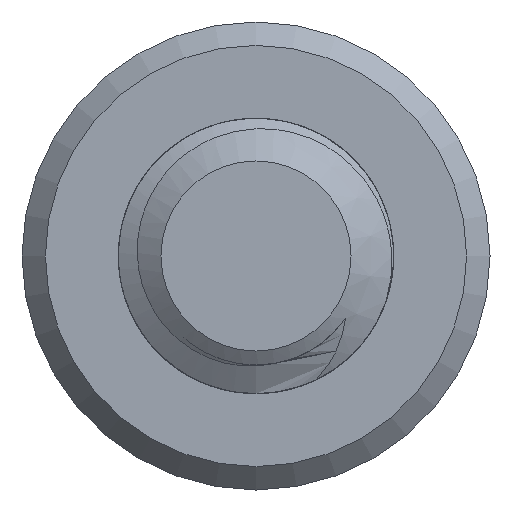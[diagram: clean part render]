
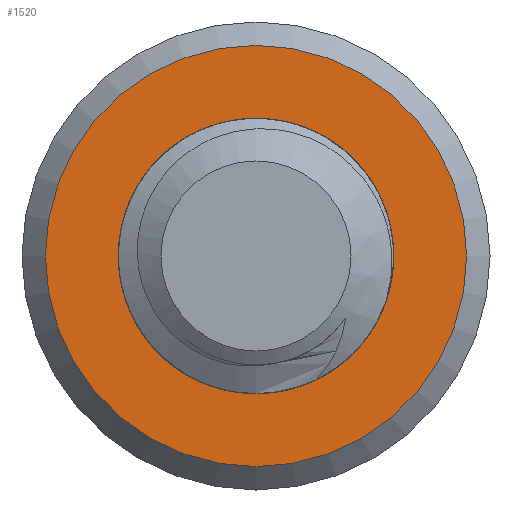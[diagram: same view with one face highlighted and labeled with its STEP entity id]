
A CAD part, left-side view. The second image highlights one B-rep face of the part: STEP entity #1520.
In plain terms, the highlighted face is planar.
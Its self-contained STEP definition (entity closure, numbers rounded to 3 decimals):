
#20=FACE_BOUND('',#211,.T.);
#23=PLANE('',#1635);
#123=FACE_OUTER_BOUND('',#210,.T.);
#210=EDGE_LOOP('',(#1337));
#211=EDGE_LOOP('',(#1338,#1339,#1340,#1341));
#224=CIRCLE('',#1549,2.5);
#228=CIRCLE('',#1615,3.825);
#234=CIRCLE('',#1626,1.98);
#370=B_SPLINE_CURVE_WITH_KNOTS('',3,(#7566,#7567,#7568,#7569,#7570,#7571,
#7572,#7573,#7574,#7575,#7576,#7577,#7578,#7579,#7580,#7581),
 .UNSPECIFIED.,.F.,.F.,(4,2,2,2,2,2,2,4),(0.,0.046,0.096,
0.167,0.229,0.278,0.318,
0.356),.UNSPECIFIED.);
#371=B_SPLINE_CURVE_WITH_KNOTS('',3,(#8400,#8401,#8402,#8403,#8404,#8405,
#8406,#8407,#8408,#8409,#8410,#8411,#8412,#8413,#8414,#8415),
 .UNSPECIFIED.,.F.,.F.,(4,2,2,2,2,2,2,4),(0.,0.082,0.157,
0.219,0.281,0.314,0.375,0.432),
 .UNSPECIFIED.);
#530=VERTEX_POINT('',#1939);
#531=VERTEX_POINT('',#1960);
#659=VERTEX_POINT('',#6632);
#668=VERTEX_POINT('',#6701);
#669=VERTEX_POINT('',#6711);
#682=EDGE_CURVE('',#530,#531,#224,.T.);
#872=EDGE_CURVE('',#659,#659,#228,.T.);
#886=EDGE_CURVE('',#669,#668,#234,.T.);
#890=EDGE_CURVE('',#668,#531,#370,.T.);
#891=EDGE_CURVE('',#530,#669,#371,.T.);
#1337=ORIENTED_EDGE('',*,*,#872,.T.);
#1338=ORIENTED_EDGE('',*,*,#682,.F.);
#1339=ORIENTED_EDGE('',*,*,#891,.T.);
#1340=ORIENTED_EDGE('',*,*,#886,.T.);
#1341=ORIENTED_EDGE('',*,*,#890,.T.);
#1520=ADVANCED_FACE('',(#123,#20),#23,.F.);
#1549=AXIS2_PLACEMENT_3D('',#1961,#1656,#1657);
#1615=AXIS2_PLACEMENT_3D('',#6634,#1850,#1851);
#1626=AXIS2_PLACEMENT_3D('',#6712,#1875,#1876);
#1635=AXIS2_PLACEMENT_3D('',#8427,#1893,#1894);
#1656=DIRECTION('center_axis',(0.,0.,1.));
#1657=DIRECTION('ref_axis',(1.,0.,0.));
#1850=DIRECTION('center_axis',(0.,0.,1.));
#1851=DIRECTION('ref_axis',(-1.,0.,0.));
#1875=DIRECTION('center_axis',(0.,0.,-1.));
#1876=DIRECTION('ref_axis',(1.,0.,0.));
#1893=DIRECTION('center_axis',(0.,0.,-1.));
#1894=DIRECTION('ref_axis',(-1.,0.,0.));
#1939=CARTESIAN_POINT('',(2.5,0.,-25.));
#1960=CARTESIAN_POINT('',(1.752,1.784,-25.));
#1961=CARTESIAN_POINT('Origin',(0.,0.,-25.));
#6632=CARTESIAN_POINT('',(3.825,0.,-25.));
#6634=CARTESIAN_POINT('Origin',(0.,0.,-25.));
#6701=CARTESIAN_POINT('',(-1.98,0.,-25.));
#6711=CARTESIAN_POINT('',(-1.388,-1.413,-25.));
#6712=CARTESIAN_POINT('Origin',(0.,0.,-25.));
#7566=CARTESIAN_POINT('Ctrl Pts',(-1.98,0.,
-25.));
#7567=CARTESIAN_POINT('Ctrl Pts',(-1.998,0.152,-25.));
#7568=CARTESIAN_POINT('Ctrl Pts',(-1.998,0.306,-25.));
#7569=CARTESIAN_POINT('Ctrl Pts',(-1.961,0.622,-25.));
#7570=CARTESIAN_POINT('Ctrl Pts',(-1.921,0.784,-25.));
#7571=CARTESIAN_POINT('Ctrl Pts',(-1.775,1.162,-25.));
#7572=CARTESIAN_POINT('Ctrl Pts',(-1.629,1.419,-25.));
#7573=CARTESIAN_POINT('Ctrl Pts',(-1.212,1.855,-25.));
#7574=CARTESIAN_POINT('Ctrl Pts',(-0.984,2.018,-25.));
#7575=CARTESIAN_POINT('Ctrl Pts',(-0.528,2.227,-25.));
#7576=CARTESIAN_POINT('Ctrl Pts',(-0.247,2.322,-25.));
#7577=CARTESIAN_POINT('Ctrl Pts',(0.427,2.345,-25.));
#7578=CARTESIAN_POINT('Ctrl Pts',(0.728,2.299,-25.));
#7579=CARTESIAN_POINT('Ctrl Pts',(1.281,2.105,-25.));
#7580=CARTESIAN_POINT('Ctrl Pts',(1.531,1.965,-25.));
#7581=CARTESIAN_POINT('Ctrl Pts',(1.752,1.784,-25.));
#8400=CARTESIAN_POINT('Ctrl Pts',(2.5,0.,-25.));
#8401=CARTESIAN_POINT('Ctrl Pts',(2.475,-0.271,-25.));
#8402=CARTESIAN_POINT('Ctrl Pts',(2.406,-0.535,-25.));
#8403=CARTESIAN_POINT('Ctrl Pts',(2.193,-1.013,-25.));
#8404=CARTESIAN_POINT('Ctrl Pts',(2.029,-1.292,-25.));
#8405=CARTESIAN_POINT('Ctrl Pts',(1.547,-1.749,-25.));
#8406=CARTESIAN_POINT('Ctrl Pts',(1.292,-1.91,-25.));
#8407=CARTESIAN_POINT('Ctrl Pts',(0.732,-2.122,-25.));
#8408=CARTESIAN_POINT('Ctrl Pts',(0.434,-2.172,-25.));
#8409=CARTESIAN_POINT('Ctrl Pts',(-0.028,-2.157,
-25.));
#8410=CARTESIAN_POINT('Ctrl Pts',(-0.167,-2.135,-25.));
#8411=CARTESIAN_POINT('Ctrl Pts',(-0.509,-2.052,
-25.));
#8412=CARTESIAN_POINT('Ctrl Pts',(-0.72,-1.963,
-25.));
#8413=CARTESIAN_POINT('Ctrl Pts',(-1.091,-1.724,-25.));
#8414=CARTESIAN_POINT('Ctrl Pts',(-1.252,-1.58,-25.));
#8415=CARTESIAN_POINT('Ctrl Pts',(-1.388,-1.413,-25.));
#8427=CARTESIAN_POINT('Origin',(0.,0.,-25.));
